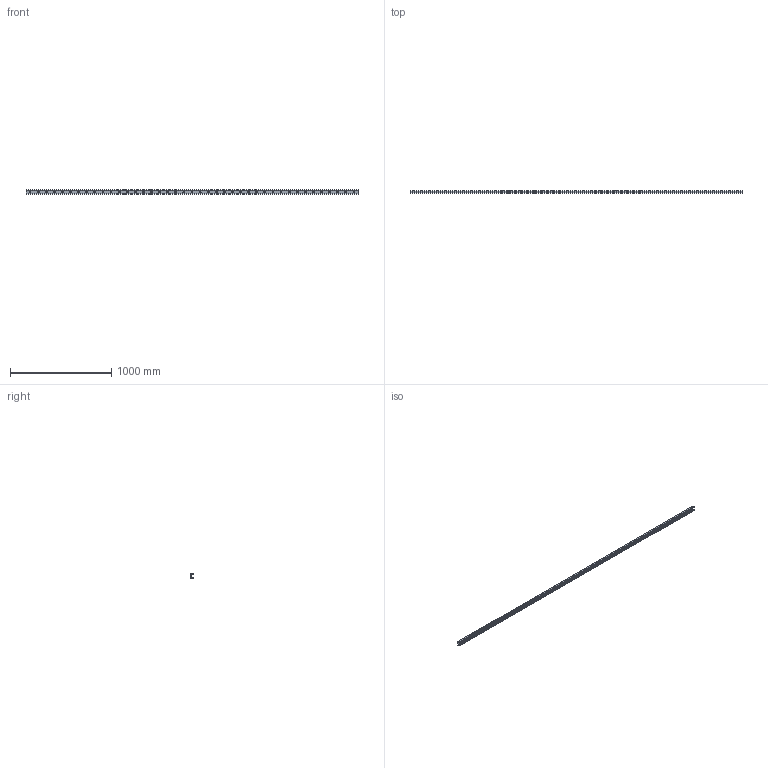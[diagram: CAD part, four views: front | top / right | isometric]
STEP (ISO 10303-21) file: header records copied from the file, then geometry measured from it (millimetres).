
FILE_DESCRIPTION((''),'2;1');
FILE_NAME('LCX 43-3280.C.stp','2016-04-28T09:41:52',('MRathmann'),(''),'Autodesk Inventor 2012','Autodesk Inventor 2012','');
FILE_SCHEMA(('CONFIG_CONTROL_DESIGN'));
Length unit declared in the file: millimetre
Products named in the file (1): LCX 43-3280.C
Bounding box: 3280 x 21 x 43 mm (x, y, z)
Volume: 1107036.2 mm3; surface area: 525398 mm2
Topology: 1 solids, 1 shells, 151 faces, 365 edges, 257 vertices
Faces by surface type: cylinder 95, plane 56
Full cylindrical faces by diameter (mm): 10.5 x41, 18 x41
Entity records: 3968 total; most frequent: DIRECTION 736, CARTESIAN_POINT 610, ORIENTED_EDGE 484, EDGE_LOOP 356, AXIS2_PLACEMENT_3D 342, EDGE_CURVE 242, VERTEX_POINT 216, FACE_BOUND 205
